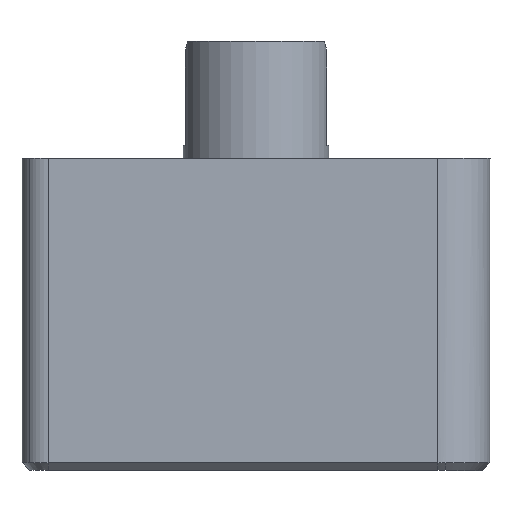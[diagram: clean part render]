
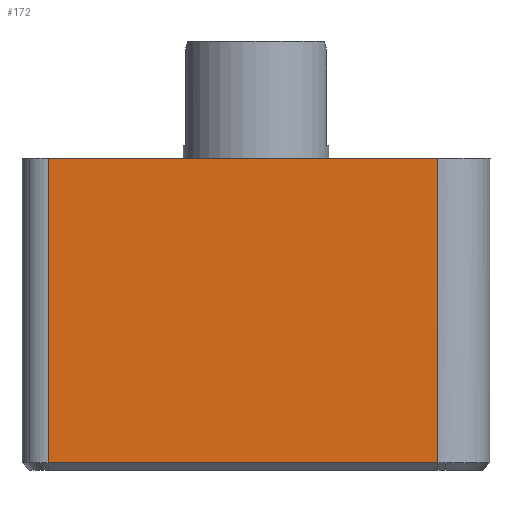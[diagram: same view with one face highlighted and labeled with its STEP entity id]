
A CAD part, left-side view. The second image highlights one B-rep face of the part: STEP entity #172.
In plain terms, the highlighted planar face has unit normal (-1, 0, 0).
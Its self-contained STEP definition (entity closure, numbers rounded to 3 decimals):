
#172=ADVANCED_FACE('',(#307),#308,.F.);
#307=FACE_OUTER_BOUND('',#478,.T.);
#308=PLANE('',#479);
#478=EDGE_LOOP('',(#949,#950,#951,#952));
#479=AXIS2_PLACEMENT_3D('',#953,#954,#955);
#949=ORIENTED_EDGE('',*,*,#1357,.F.);
#950=ORIENTED_EDGE('',*,*,#1397,.F.);
#951=ORIENTED_EDGE('',*,*,#1398,.F.);
#952=ORIENTED_EDGE('',*,*,#1399,.F.);
#953=CARTESIAN_POINT('',(-9.0,9.0,0.));
#954=DIRECTION('',(1.,0.,0.));
#955=DIRECTION('',(0.0,-1.0,0.));
#1357=EDGE_CURVE('',#1658,#1525,#1660,.T.);
#1397=EDGE_CURVE('',#1717,#1658,#1718,.T.);
#1398=EDGE_CURVE('',#1719,#1717,#1720,.T.);
#1399=EDGE_CURVE('',#1525,#1719,#1721,.T.);
#1525=VERTEX_POINT('',#1904);
#1658=VERTEX_POINT('',#2096);
#1660=LINE('',#2099,#2100);
#1717=VERTEX_POINT('',#2188);
#1718=LINE('',#2189,#2190);
#1719=VERTEX_POINT('',#2191);
#1720=LINE('',#2192,#2193);
#1721=LINE('',#2194,#2195);
#1904=CARTESIAN_POINT('',(-9.,8.,-11.7));
#2096=CARTESIAN_POINT('',(-9.,-7.,-11.7));
#2099=CARTESIAN_POINT('',(-9.,4.556,-11.7));
#2100=VECTOR('',#2549,10.0);
#2188=CARTESIAN_POINT('',(-9.0,-7.,0.));
#2189=CARTESIAN_POINT('',(-9.,-7.,0.));
#2190=VECTOR('',#2605,2.0);
#2191=CARTESIAN_POINT('',(-9.0,8.,0.));
#2192=CARTESIAN_POINT('',(-9.0,9.0,0.));
#2193=VECTOR('',#2606,10.0);
#2194=CARTESIAN_POINT('',(-9.,8.,0.));
#2195=VECTOR('',#2607,10.);
#2549=DIRECTION('',(0.,1.0,0.));
#2605=DIRECTION('',(0.,0.,-1.));
#2606=DIRECTION('',(0.,-1.0,0.));
#2607=DIRECTION('',(0.,0.,1.));
